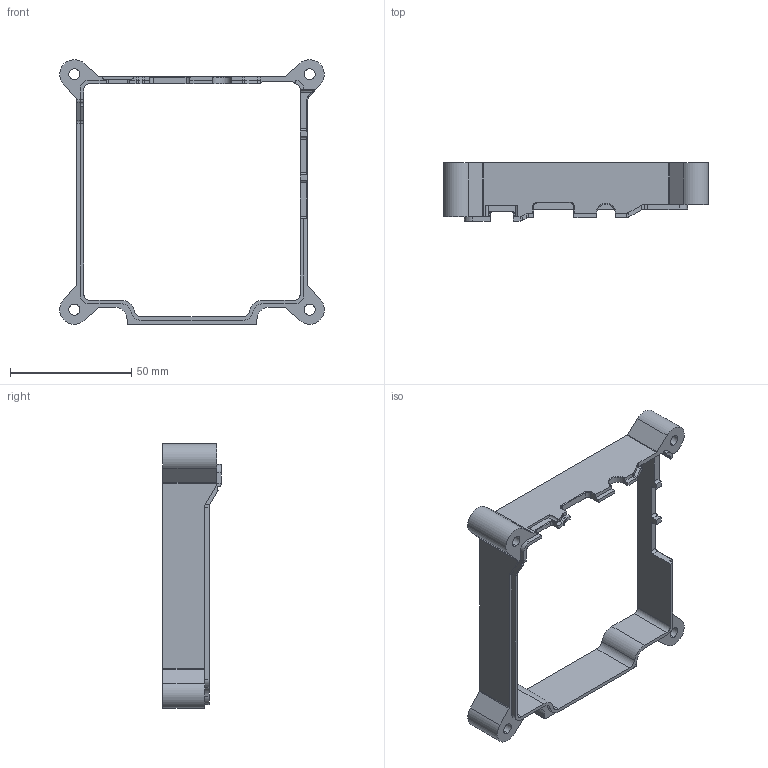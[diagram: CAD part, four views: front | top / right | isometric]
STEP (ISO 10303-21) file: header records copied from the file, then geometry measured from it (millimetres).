
FILE_DESCRIPTION (( 'STEP AP214' ), '1' );
FILE_NAME ('Astro_Pi_2.0_Enclosure_3D_PRINT_SECTION_3 V1.STEP', '2016-09-01T14:14:43', ( 'Jonathan Wells' ), ( 'Hewlett-Packard Company' ), 'SwSTEP 2.0', 'SolidWorks 2015', '' );
FILE_SCHEMA (( 'AUTOMOTIVE_DESIGN' ));
Length unit declared in the file: millimetre
Products named in the file (1): Astro_Pi_2.0_Enclosure_3D_PRINT_SECTION_3 V1
Bounding box: 108.98 x 24.1 x 108.99 mm (x, y, z)
Volume: 26604.4 mm3; surface area: 18927 mm2
Topology: 1 solids, 1 shells, 194 faces, 528 edges, 335 vertices
Faces by surface type: plane 92, cylinder 89, torus 12, bspline 1
Entity records: 6198 total; most frequent: CARTESIAN_POINT 1104, DIRECTION 1101, ORIENTED_EDGE 1056, EDGE_CURVE 528, AXIS2_PLACEMENT_3D 384, VERTEX_POINT 335, LINE 333, VECTOR 333
